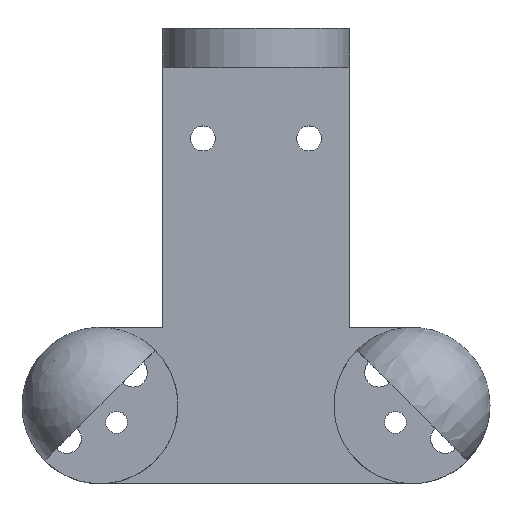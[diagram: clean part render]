
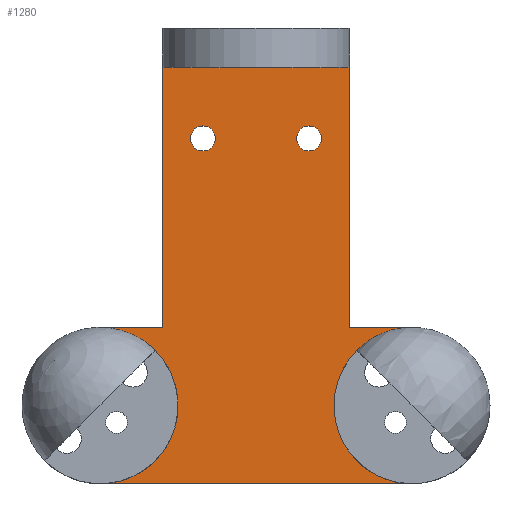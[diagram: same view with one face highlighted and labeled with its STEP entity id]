
A CAD part, top view. The second image highlights one B-rep face of the part: STEP entity #1280.
In plain terms, the highlighted planar face has unit normal (0, 0, 1).
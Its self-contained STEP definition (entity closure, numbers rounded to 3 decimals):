
#36=FACE_BOUND('',#217,.T.);
#37=FACE_BOUND('',#218,.T.);
#71=PLANE('',#1424);
#132=FACE_OUTER_BOUND('',#216,.T.);
#216=EDGE_LOOP('',(#1070,#1071,#1072,#1073,#1074,#1075,#1076,#1077,#1078));
#217=EDGE_LOOP('',(#1079));
#218=EDGE_LOOP('',(#1080));
#290=CIRCLE('',#1382,1.6);
#291=CIRCLE('',#1384,1.6);
#309=CIRCLE('',#1414,10.);
#310=CIRCLE('',#1415,10.);
#315=CIRCLE('',#1425,10.);
#371=LINE('',#2906,#449);
#391=LINE('',#3011,#469);
#397=LINE('',#3023,#475);
#406=LINE('',#3075,#484);
#417=LINE('',#3107,#495);
#418=LINE('',#3108,#496);
#449=VECTOR('',#1523,10.);
#469=VECTOR('',#1643,10.);
#475=VECTOR('',#1651,10.);
#484=VECTOR('',#1710,10.);
#495=VECTOR('',#1747,10.);
#496=VECTOR('',#1748,10.);
#550=VERTEX_POINT('',#2903);
#551=VERTEX_POINT('',#2905);
#582=VERTEX_POINT('',#2999);
#583=VERTEX_POINT('',#3003);
#585=VERTEX_POINT('',#3008);
#586=VERTEX_POINT('',#3010);
#588=VERTEX_POINT('',#3016);
#591=VERTEX_POINT('',#3021);
#608=VERTEX_POINT('',#3073);
#609=VERTEX_POINT('',#3074);
#612=VERTEX_POINT('',#3083);
#688=EDGE_CURVE('',#550,#551,#371,.T.);
#732=EDGE_CURVE('',#582,#582,#290,.T.);
#734=EDGE_CURVE('',#583,#583,#291,.T.);
#737=EDGE_CURVE('',#586,#585,#391,.T.);
#743=EDGE_CURVE('',#588,#591,#397,.T.);
#768=EDGE_CURVE('',#608,#609,#406,.T.);
#773=EDGE_CURVE('',#612,#586,#309,.T.);
#775=EDGE_CURVE('',#608,#612,#310,.T.);
#786=EDGE_CURVE('',#551,#585,#417,.T.);
#787=EDGE_CURVE('',#550,#588,#418,.F.);
#788=EDGE_CURVE('',#609,#591,#315,.T.);
#1070=ORIENTED_EDGE('',*,*,#775,.T.);
#1071=ORIENTED_EDGE('',*,*,#773,.T.);
#1072=ORIENTED_EDGE('',*,*,#737,.T.);
#1073=ORIENTED_EDGE('',*,*,#786,.F.);
#1074=ORIENTED_EDGE('',*,*,#688,.F.);
#1075=ORIENTED_EDGE('',*,*,#787,.T.);
#1076=ORIENTED_EDGE('',*,*,#743,.T.);
#1077=ORIENTED_EDGE('',*,*,#788,.F.);
#1078=ORIENTED_EDGE('',*,*,#768,.F.);
#1079=ORIENTED_EDGE('',*,*,#732,.T.);
#1080=ORIENTED_EDGE('',*,*,#734,.T.);
#1280=ADVANCED_FACE('',(#132,#36,#37),#71,.T.);
#1382=AXIS2_PLACEMENT_3D('',#3000,#1632,#1633);
#1384=AXIS2_PLACEMENT_3D('',#3004,#1637,#1638);
#1414=AXIS2_PLACEMENT_3D('',#3084,#1718,#1719);
#1415=AXIS2_PLACEMENT_3D('',#3086,#1721,#1722);
#1424=AXIS2_PLACEMENT_3D('',#3106,#1745,#1746);
#1425=AXIS2_PLACEMENT_3D('',#3109,#1749,#1750);
#1523=DIRECTION('',(1.,0.,0.));
#1632=DIRECTION('center_axis',(0.,0.,-1.));
#1633=DIRECTION('ref_axis',(-1.,0.,0.));
#1637=DIRECTION('center_axis',(0.,0.,-1.));
#1638=DIRECTION('ref_axis',(-1.,0.,0.));
#1643=DIRECTION('',(-1.,0.,0.));
#1651=DIRECTION('',(-1.,0.,0.));
#1710=DIRECTION('',(-1.,0.,0.));
#1718=DIRECTION('center_axis',(0.,0.,-1.));
#1719=DIRECTION('ref_axis',(-0.707,0.707,0.));
#1721=DIRECTION('center_axis',(0.,0.,-1.));
#1722=DIRECTION('ref_axis',(-0.707,0.707,0.));
#1745=DIRECTION('center_axis',(0.,0.,1.));
#1746=DIRECTION('ref_axis',(-1.,0.,0.));
#1747=DIRECTION('',(0.,-1.,0.));
#1748=DIRECTION('',(0.,1.,0.));
#1749=DIRECTION('center_axis',(0.,0.,
1.));
#1750=DIRECTION('ref_axis',(1.,0.,0.));
#2903=CARTESIAN_POINT('',(-12.,26.155,51.5));
#2905=CARTESIAN_POINT('',(12.,26.155,51.5));
#2906=CARTESIAN_POINT('',(-10.,26.155,51.5));
#2999=CARTESIAN_POINT('',(8.4,17.08,51.5));
#3000=CARTESIAN_POINT('Origin',(6.8,17.08,51.5));
#3003=CARTESIAN_POINT('',(-5.2,17.08,51.5));
#3004=CARTESIAN_POINT('Origin',(-6.8,17.08,51.5));
#3008=CARTESIAN_POINT('',(12.,-7.189,51.5));
#3010=CARTESIAN_POINT('',(20.,-7.189,51.5));
#3011=CARTESIAN_POINT('',(20.,-7.189,51.5));
#3016=CARTESIAN_POINT('',(-12.,-7.189,51.5));
#3021=CARTESIAN_POINT('',(-20.,-7.189,51.5));
#3023=CARTESIAN_POINT('',(20.,-7.189,51.5));
#3073=CARTESIAN_POINT('',(20.,-27.189,51.5));
#3074=CARTESIAN_POINT('',(-20.,-27.189,51.5));
#3075=CARTESIAN_POINT('',(20.,-27.189,51.5));
#3083=CARTESIAN_POINT('',(10.,-17.189,51.5));
#3084=CARTESIAN_POINT('Origin',(20.,-17.189,51.5));
#3086=CARTESIAN_POINT('Origin',(20.,-17.189,51.5));
#3106=CARTESIAN_POINT('Origin',(10.,26.155,51.5));
#3107=CARTESIAN_POINT('',(12.,27.655,51.5));
#3108=CARTESIAN_POINT('',(-12.,26.155,51.5));
#3109=CARTESIAN_POINT('Origin',(-20.,-17.189,51.5));
